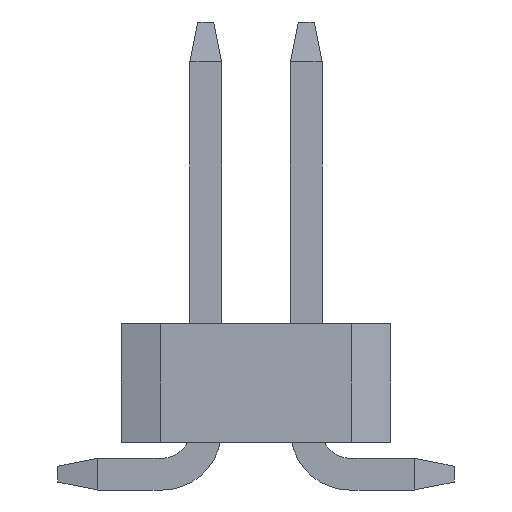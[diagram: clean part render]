
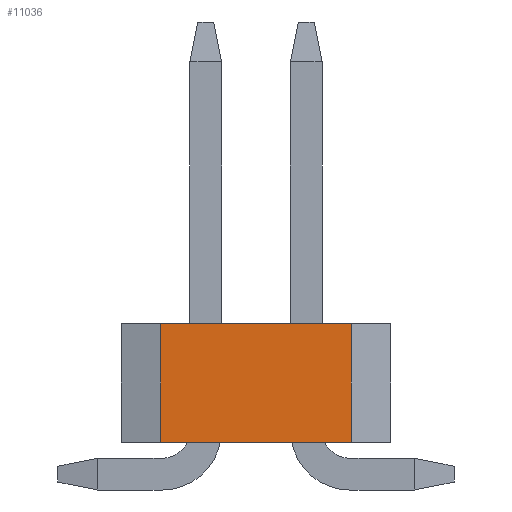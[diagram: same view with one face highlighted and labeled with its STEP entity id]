
A CAD part, front view. The second image highlights one B-rep face of the part: STEP entity #11036.
In plain terms, the highlighted face is planar.
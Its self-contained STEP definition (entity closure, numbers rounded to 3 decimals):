
#632=ORIENTED_EDGE('',*,*,#2798,.F.);
#633=ORIENTED_EDGE('',*,*,#2715,.T.);
#634=ORIENTED_EDGE('',*,*,#2799,.T.);
#635=ORIENTED_EDGE('',*,*,#2770,.F.);
#2715=EDGE_CURVE('',#3787,#3786,#4565,.T.);
#2770=EDGE_CURVE('',#3834,#3835,#4620,.T.);
#2798=EDGE_CURVE('',#3787,#3834,#4648,.T.);
#2799=EDGE_CURVE('',#3786,#3835,#4649,.T.);
#3786=VERTEX_POINT('',#14654);
#3787=VERTEX_POINT('',#14656);
#3834=VERTEX_POINT('',#14774);
#3835=VERTEX_POINT('',#14775);
#4565=LINE('',#14655,#5643);
#4620=LINE('',#14773,#5698);
#4648=LINE('',#14814,#5726);
#4649=LINE('',#14815,#5727);
#5643=VECTOR('',#12381,1000.);
#5698=VECTOR('',#12468,1000.);
#5726=VECTOR('',#12514,1000.);
#5727=VECTOR('',#12515,1000.);
#6514=EDGE_LOOP('',(#632,#633,#634,#635));
#6982=FACE_BOUND('',#6514,.T.);
#7450=PLANE('',#11495);
#11036=ADVANCED_FACE('',(#6982),#7450,.T.);
#11495=AXIS2_PLACEMENT_3D('',#14813,#12512,#12513);
#12381=DIRECTION('',(0.,0.,1.));
#12468=DIRECTION('',(0.,0.,1.));
#12512=DIRECTION('',(-1.,0.,0.));
#12513=DIRECTION('',(0.,0.,1.));
#12514=DIRECTION('',(0.,1.,0.));
#12515=DIRECTION('',(0.,1.,0.));
#14654=CARTESIAN_POINT('',(-5.08,-1.2,0.75));
#14655=CARTESIAN_POINT('',(-5.08,-1.2,-10.209));
#14656=CARTESIAN_POINT('',(-5.08,-1.2,-0.75));
#14773=CARTESIAN_POINT('',(-5.08,1.2,-10.209));
#14774=CARTESIAN_POINT('',(-5.08,1.2,-0.75));
#14775=CARTESIAN_POINT('',(-5.08,1.2,0.75));
#14813=CARTESIAN_POINT('',(-5.08,-1.7,-0.75));
#14814=CARTESIAN_POINT('',(-5.08,-1.7,-0.75));
#14815=CARTESIAN_POINT('',(-5.08,-1.7,0.75));
